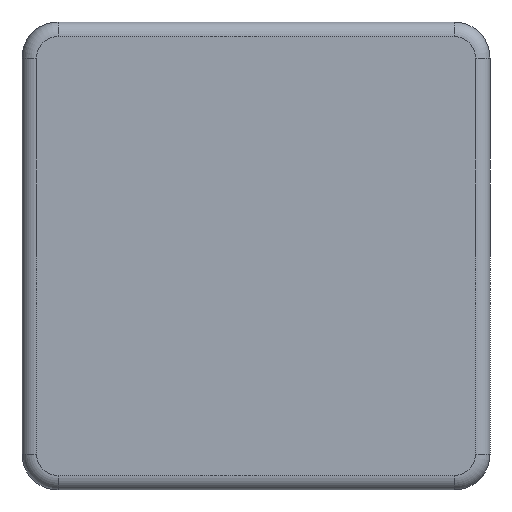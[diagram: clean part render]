
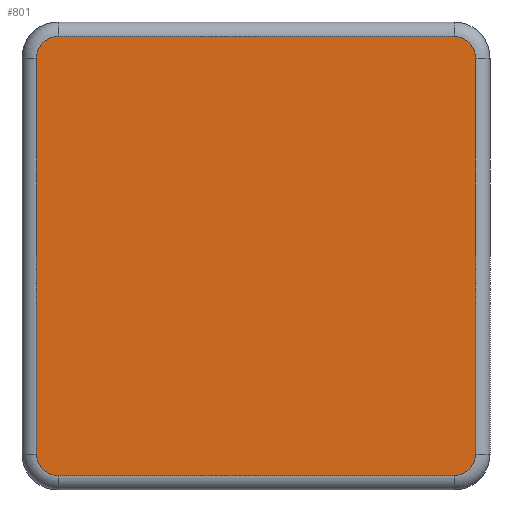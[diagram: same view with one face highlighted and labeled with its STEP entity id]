
A CAD part, front view. The second image highlights one B-rep face of the part: STEP entity #801.
In plain terms, the highlighted planar face has unit normal (0, -1, 0).
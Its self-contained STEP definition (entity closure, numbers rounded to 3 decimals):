
#19 = CARTESIAN_POINT ( 'NONE',  ( -2.75, 0., 3.05 ) ) ;
#104 = VERTEX_POINT ( 'NONE', #1664 ) ;
#129 = CARTESIAN_POINT ( 'NONE',  ( 2.75, 0., -3.05 ) ) ;
#143 = CARTESIAN_POINT ( 'NONE',  ( -3.05, 0., 2.75 ) ) ;
#203 = CARTESIAN_POINT ( 'NONE',  ( 0., 0., 0. ) ) ;
#207 = EDGE_CURVE ( 'NONE', #2728, #423, #2015, .T. ) ;
#251 = LINE ( 'NONE', #19, #2751 ) ;
#270 = VECTOR ( 'NONE', #926, 1000. ) ;
#300 = VERTEX_POINT ( 'NONE', #563 ) ;
#393 = CARTESIAN_POINT ( 'NONE',  ( 2.75, 0., 3.05 ) ) ;
#423 = VERTEX_POINT ( 'NONE', #547 ) ;
#468 = VECTOR ( 'NONE', #812, 1000. ) ;
#547 = CARTESIAN_POINT ( 'NONE',  ( 2.75, 0., -3.05 ) ) ;
#563 = CARTESIAN_POINT ( 'NONE',  ( -3.05, 0., -2.75 ) ) ;
#585 = VERTEX_POINT ( 'NONE', #2227 ) ;
#648 = CIRCLE ( 'NONE', #2590, 0.3 ) ;
#671 = ORIENTED_EDGE ( 'NONE', *, *, #1616, .T. ) ;
#686 = AXIS2_PLACEMENT_3D ( 'NONE', #2139, #1295, #1697 ) ;
#801 = ADVANCED_FACE ( 'NONE', ( #2565 ), #1756, .T. ) ;
#812 = DIRECTION ( 'NONE',  ( 0., 0., 1. ) ) ;
#820 = ORIENTED_EDGE ( 'NONE', *, *, #901, .T. ) ;
#901 = EDGE_CURVE ( 'NONE', #300, #2728, #1419, .T. ) ;
#926 = DIRECTION ( 'NONE',  ( 1., 0., 0. ) ) ;
#1008 = DIRECTION ( 'NONE',  ( 0., 0., -1. ) ) ;
#1018 = DIRECTION ( 'NONE',  ( 0., -1., 0. ) ) ;
#1064 = DIRECTION ( 'NONE',  ( 0., -1., 0. ) ) ;
#1066 = CARTESIAN_POINT ( 'NONE',  ( 2.75, 0., 2.75 ) ) ;
#1161 = CIRCLE ( 'NONE', #2283, 0.3 ) ;
#1219 = CARTESIAN_POINT ( 'NONE',  ( -3.05, 0., -2.75 ) ) ;
#1267 = CARTESIAN_POINT ( 'NONE',  ( 3.05, 0., 2.75 ) ) ;
#1295 = DIRECTION ( 'NONE',  ( 0., -1., 0. ) ) ;
#1393 = VERTEX_POINT ( 'NONE', #1609 ) ;
#1419 = CIRCLE ( 'NONE', #2395, 0.3 ) ;
#1425 = CIRCLE ( 'NONE', #686, 0.3 ) ;
#1458 = EDGE_CURVE ( 'NONE', #423, #585, #648, .T. ) ;
#1492 = ORIENTED_EDGE ( 'NONE', *, *, #1458, .T. ) ;
#1505 = VERTEX_POINT ( 'NONE', #143 ) ;
#1512 = DIRECTION ( 'NONE',  ( -1., 0., 0. ) ) ;
#1570 = VERTEX_POINT ( 'NONE', #393 ) ;
#1609 = CARTESIAN_POINT ( 'NONE',  ( 3.05, 0., 2.75 ) ) ;
#1616 = EDGE_CURVE ( 'NONE', #1505, #300, #1676, .T. ) ;
#1664 = CARTESIAN_POINT ( 'NONE',  ( -2.75, 0., 3.05 ) ) ;
#1676 = LINE ( 'NONE', #1219, #1733 ) ;
#1697 = DIRECTION ( 'NONE',  ( 0., 0., -1. ) ) ;
#1733 = VECTOR ( 'NONE', #1901, 1000. ) ;
#1756 = PLANE ( 'NONE',  #2370 ) ;
#1771 = DIRECTION ( 'NONE',  ( 0., 0., -1. ) ) ;
#1785 = CARTESIAN_POINT ( 'NONE',  ( -2.75, 0., -3.05 ) ) ;
#1801 = EDGE_CURVE ( 'NONE', #585, #1393, #2328, .T. ) ;
#1804 = EDGE_CURVE ( 'NONE', #104, #1505, #1425, .T. ) ;
#1805 = ORIENTED_EDGE ( 'NONE', *, *, #207, .T. ) ;
#1815 = EDGE_CURVE ( 'NONE', #1393, #1570, #1161, .T. ) ;
#1886 = DIRECTION ( 'NONE',  ( 0., 0., -1. ) ) ;
#1901 = DIRECTION ( 'NONE',  ( 0., 0., -1. ) ) ;
#1931 = DIRECTION ( 'NONE',  ( 0., -1., 0. ) ) ;
#2008 = EDGE_LOOP ( 'NONE', ( #2263, #2726, #2343, #2029, #671, #820, #1805, #1492 ) ) ;
#2015 = LINE ( 'NONE', #129, #270 ) ;
#2029 = ORIENTED_EDGE ( 'NONE', *, *, #1804, .T. ) ;
#2113 = DIRECTION ( 'NONE',  ( 0., 0., -1. ) ) ;
#2139 = CARTESIAN_POINT ( 'NONE',  ( -2.75, 0., 2.75 ) ) ;
#2227 = CARTESIAN_POINT ( 'NONE',  ( 3.05, 0., -2.75 ) ) ;
#2263 = ORIENTED_EDGE ( 'NONE', *, *, #1801, .T. ) ;
#2269 = EDGE_CURVE ( 'NONE', #1570, #104, #251, .T. ) ;
#2283 = AXIS2_PLACEMENT_3D ( 'NONE', #1066, #1931, #2113 ) ;
#2289 = CARTESIAN_POINT ( 'NONE',  ( 2.75, 0., -2.75 ) ) ;
#2306 = DIRECTION ( 'NONE',  ( 0., -1., 0. ) ) ;
#2328 = LINE ( 'NONE', #1267, #468 ) ;
#2343 = ORIENTED_EDGE ( 'NONE', *, *, #2269, .T. ) ;
#2370 = AXIS2_PLACEMENT_3D ( 'NONE', #203, #1064, #1771 ) ;
#2395 = AXIS2_PLACEMENT_3D ( 'NONE', #2522, #2306, #1008 ) ;
#2522 = CARTESIAN_POINT ( 'NONE',  ( -2.75, 0., -2.75 ) ) ;
#2565 = FACE_OUTER_BOUND ( 'NONE', #2008, .T. ) ;
#2590 = AXIS2_PLACEMENT_3D ( 'NONE', #2289, #1018, #1886 ) ;
#2726 = ORIENTED_EDGE ( 'NONE', *, *, #1815, .T. ) ;
#2728 = VERTEX_POINT ( 'NONE', #1785 ) ;
#2751 = VECTOR ( 'NONE', #1512, 1000. ) ;
